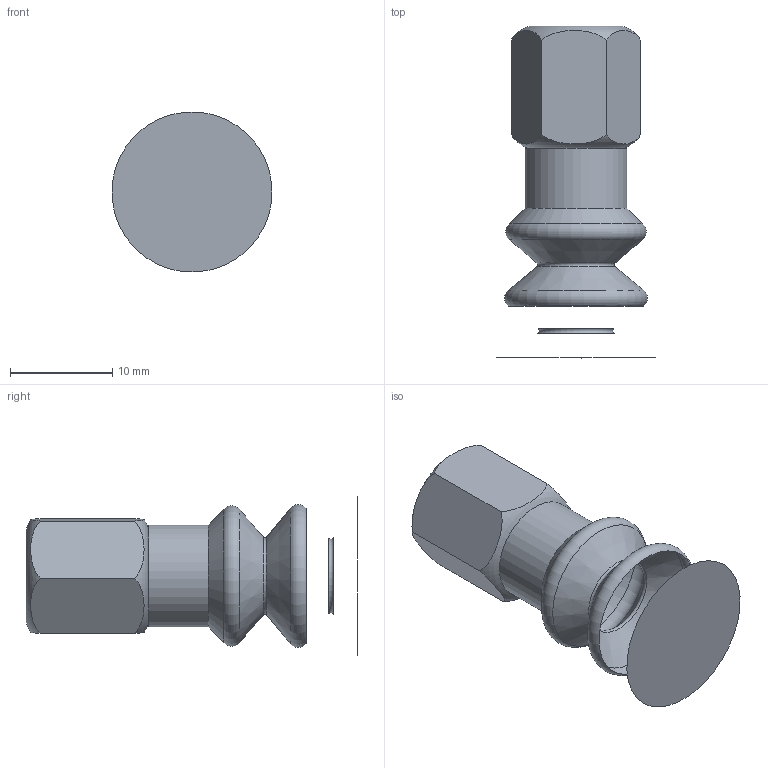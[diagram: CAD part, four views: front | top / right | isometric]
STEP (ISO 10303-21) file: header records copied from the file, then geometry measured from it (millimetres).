
FILE_DESCRIPTION(/* description */ (''),/* implementation_level */ '2;1');
FILE_NAME(/* name */ 'vf16cn_rac14r1-8h.stp',/* time_stamp */ '2020-07-21T09:33:50+02:00',/* author */ ('enginyeria'),/* organization */ (''),/* preprocessor_version */ 'ST-DEVELOPER v17',/* originating_system */ 'Autodesk Inventor 2019',/* authorisation */ '');
FILE_SCHEMA (('CONFIG_CONTROL_DESIGN'));
Length unit declared in the file: millimetre
Products named in the file (1): Pieza10
Bounding box: 15.66 x 32.5 x 15.66 mm (x, y, z)
Volume: 2573.1 mm3; surface area: 2013.5 mm2
Topology: 1 solids, 1 shells, 24 faces, 71 edges, 51 vertices
Faces by surface type: plane 10, cone 6, torus 6, cylinder 2
Full cylindrical faces by diameter (mm): 8.566 x1, 10 x1
Entity records: 1189 total; most frequent: CARTESIAN_POINT 435, DIRECTION 154, ORIENTED_EDGE 142, EDGE_CURVE 71, AXIS2_PLACEMENT_3D 70, VERTEX_POINT 51, CIRCLE 45, EDGE_LOOP 26
